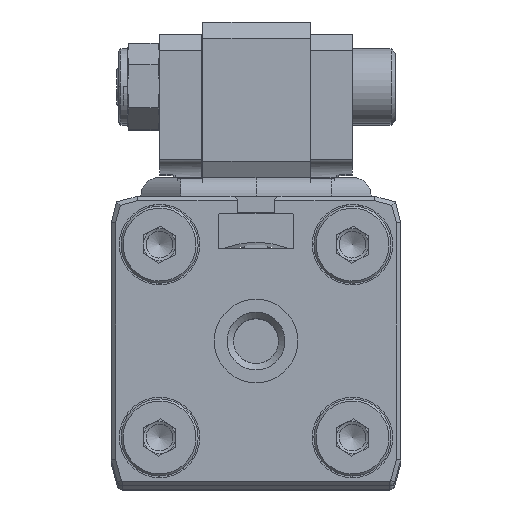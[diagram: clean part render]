
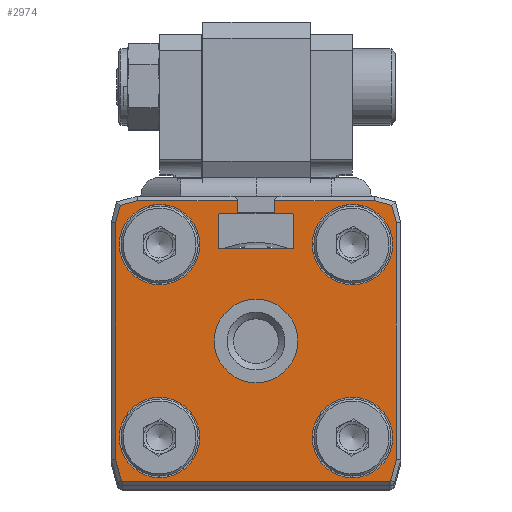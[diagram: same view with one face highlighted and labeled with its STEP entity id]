
A CAD part, top view. The second image highlights one B-rep face of the part: STEP entity #2974.
In plain terms, the highlighted face is planar.
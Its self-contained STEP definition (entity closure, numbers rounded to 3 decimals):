
#2082=FACE_BOUND('',#4170,.T.);
#2083=FACE_BOUND('',#4171,.T.);
#2084=FACE_BOUND('',#4172,.T.);
#2085=FACE_BOUND('',#4173,.T.);
#2086=FACE_BOUND('',#4174,.T.);
#2087=FACE_BOUND('',#4175,.T.);
#2574=CIRCLE('',#10657,0.15);
#2578=CIRCLE('',#10665,0.15);
#2591=CIRCLE('',#10690,0.1);
#2592=CIRCLE('',#10691,0.1);
#2593=CIRCLE('',#10692,3.9);
#2594=CIRCLE('',#10693,3.75);
#2595=CIRCLE('',#10694,3.75);
#2596=CIRCLE('',#10695,3.75);
#2597=CIRCLE('',#10696,3.75);
#2974=ADVANCED_FACE('',(#2082,#2083,#2084,#2085,#2086,#2087),#3484,.F.);
#3484=PLANE('',#10697);
#4170=EDGE_LOOP('',(#5001,#5002,#5003,#5004,#5005,#5006,#5007,#5008,#5009,#5010,#5011,#5012,#5013,#5014,#5015,#5016,#5017,#5018,#5019,#5020,#5021,#5022));
#4171=EDGE_LOOP('',(#5023));
#4172=EDGE_LOOP('',(#5024));
#4173=EDGE_LOOP('',(#5025));
#4174=EDGE_LOOP('',(#5026));
#4175=EDGE_LOOP('',(#5027));
#5001=ORIENTED_EDGE('',*,*,#8028,.F.);
#5002=ORIENTED_EDGE('',*,*,#8112,.T.);
#5003=ORIENTED_EDGE('',*,*,#8113,.T.);
#5004=ORIENTED_EDGE('',*,*,#8114,.T.);
#5005=ORIENTED_EDGE('',*,*,#8115,.T.);
#5006=ORIENTED_EDGE('',*,*,#8116,.T.);
#5007=ORIENTED_EDGE('',*,*,#8117,.T.);
#5008=ORIENTED_EDGE('',*,*,#8118,.T.);
#5009=ORIENTED_EDGE('',*,*,#8119,.T.);
#5010=ORIENTED_EDGE('',*,*,#8120,.T.);
#5011=ORIENTED_EDGE('',*,*,#8121,.T.);
#5012=ORIENTED_EDGE('',*,*,#8122,.T.);
#5013=ORIENTED_EDGE('',*,*,#8123,.T.);
#5014=ORIENTED_EDGE('',*,*,#8124,.T.);
#5015=ORIENTED_EDGE('',*,*,#8068,.F.);
#5016=ORIENTED_EDGE('',*,*,#8064,.F.);
#5017=ORIENTED_EDGE('',*,*,#8061,.F.);
#5018=ORIENTED_EDGE('',*,*,#8058,.F.);
#5019=ORIENTED_EDGE('',*,*,#8054,.F.);
#5020=ORIENTED_EDGE('',*,*,#8038,.F.);
#5021=ORIENTED_EDGE('',*,*,#8035,.F.);
#5022=ORIENTED_EDGE('',*,*,#8032,.F.);
#5023=ORIENTED_EDGE('',*,*,#8125,.T.);
#5024=ORIENTED_EDGE('',*,*,#8126,.T.);
#5025=ORIENTED_EDGE('',*,*,#8127,.T.);
#5026=ORIENTED_EDGE('',*,*,#8128,.T.);
#5027=ORIENTED_EDGE('',*,*,#8129,.T.);
#7212=VERTEX_POINT('',#14251);
#7213=VERTEX_POINT('',#14253);
#7215=VERTEX_POINT('',#14258);
#7217=VERTEX_POINT('',#14264);
#7219=VERTEX_POINT('',#14270);
#7235=VERTEX_POINT('',#14305);
#7237=VERTEX_POINT('',#14310);
#7239=VERTEX_POINT('',#14316);
#7241=VERTEX_POINT('',#14322);
#7245=VERTEX_POINT('',#14333);
#7279=VERTEX_POINT('',#14433);
#7280=VERTEX_POINT('',#14435);
#7281=VERTEX_POINT('',#14437);
#7282=VERTEX_POINT('',#14439);
#7283=VERTEX_POINT('',#14441);
#7284=VERTEX_POINT('',#14443);
#7285=VERTEX_POINT('',#14445);
#7286=VERTEX_POINT('',#14447);
#7287=VERTEX_POINT('',#14449);
#7288=VERTEX_POINT('',#14451);
#7289=VERTEX_POINT('',#14453);
#7290=VERTEX_POINT('',#14455);
#7291=VERTEX_POINT('',#14458);
#7292=VERTEX_POINT('',#14460);
#7293=VERTEX_POINT('',#14462);
#7294=VERTEX_POINT('',#14464);
#7295=VERTEX_POINT('',#14466);
#8028=EDGE_CURVE('',#7212,#7213,#9189,.T.);
#8032=EDGE_CURVE('',#7213,#7215,#9193,.T.);
#8035=EDGE_CURVE('',#7215,#7217,#2574,.T.);
#8038=EDGE_CURVE('',#7217,#7219,#9197,.T.);
#8054=EDGE_CURVE('',#7219,#7235,#9211,.T.);
#8058=EDGE_CURVE('',#7235,#7237,#9215,.T.);
#8061=EDGE_CURVE('',#7237,#7239,#2578,.T.);
#8064=EDGE_CURVE('',#7239,#7241,#9219,.T.);
#8068=EDGE_CURVE('',#7241,#7245,#9223,.T.);
#8112=EDGE_CURVE('',#7212,#7279,#9253,.T.);
#8113=EDGE_CURVE('',#7279,#7280,#9254,.T.);
#8114=EDGE_CURVE('',#7280,#7281,#9255,.T.);
#8115=EDGE_CURVE('',#7281,#7282,#9256,.T.);
#8116=EDGE_CURVE('',#7282,#7283,#9257,.T.);
#8117=EDGE_CURVE('',#7283,#7284,#2591,.T.);
#8118=EDGE_CURVE('',#7284,#7285,#9258,.T.);
#8119=EDGE_CURVE('',#7285,#7286,#2592,.T.);
#8120=EDGE_CURVE('',#7286,#7287,#9259,.T.);
#8121=EDGE_CURVE('',#7287,#7288,#9260,.T.);
#8122=EDGE_CURVE('',#7288,#7289,#9261,.T.);
#8123=EDGE_CURVE('',#7289,#7290,#9262,.T.);
#8124=EDGE_CURVE('',#7290,#7245,#9263,.T.);
#8125=EDGE_CURVE('',#7291,#7291,#2593,.T.);
#8126=EDGE_CURVE('',#7292,#7292,#2594,.T.);
#8127=EDGE_CURVE('',#7293,#7293,#2595,.T.);
#8128=EDGE_CURVE('',#7294,#7294,#2596,.T.);
#8129=EDGE_CURVE('',#7295,#7295,#2597,.T.);
#9189=LINE('',#14252,#9929);
#9193=LINE('',#14260,#9933);
#9197=LINE('',#14272,#9937);
#9211=LINE('',#14304,#9951);
#9215=LINE('',#14312,#9955);
#9219=LINE('',#14324,#9959);
#9223=LINE('',#14332,#9963);
#9253=LINE('',#14432,#9993);
#9254=LINE('',#14434,#9994);
#9255=LINE('',#14436,#9995);
#9256=LINE('',#14438,#9996);
#9257=LINE('',#14440,#9997);
#9258=LINE('',#14444,#9998);
#9259=LINE('',#14448,#9999);
#9260=LINE('',#14450,#10000);
#9261=LINE('',#14452,#10001);
#9262=LINE('',#14454,#10002);
#9263=LINE('',#14456,#10003);
#9929=VECTOR('',#11639,1.);
#9933=VECTOR('',#11645,1.);
#9937=VECTOR('',#11657,1.);
#9951=VECTOR('',#11677,1.);
#9955=VECTOR('',#11683,1.);
#9959=VECTOR('',#11695,1.);
#9963=VECTOR('',#11701,1.);
#9993=VECTOR('',#11775,1.);
#9994=VECTOR('',#11776,1.);
#9995=VECTOR('',#11777,1.);
#9996=VECTOR('',#11778,1.);
#9997=VECTOR('',#11779,1.);
#9998=VECTOR('',#11782,1.);
#9999=VECTOR('',#11785,1.);
#10000=VECTOR('',#11786,1.);
#10001=VECTOR('',#11787,1.);
#10002=VECTOR('',#11788,1.);
#10003=VECTOR('',#11789,1.);
#10657=AXIS2_PLACEMENT_3D('',#14266,#11651,#11652);
#10665=AXIS2_PLACEMENT_3D('',#14318,#11689,#11690);
#10690=AXIS2_PLACEMENT_3D('',#14442,#11780,#11781);
#10691=AXIS2_PLACEMENT_3D('',#14446,#11783,#11784);
#10692=AXIS2_PLACEMENT_3D('',#14457,#11790,#11791);
#10693=AXIS2_PLACEMENT_3D('',#14459,#11792,#11793);
#10694=AXIS2_PLACEMENT_3D('',#14461,#11794,#11795);
#10695=AXIS2_PLACEMENT_3D('',#14463,#11796,#11797);
#10696=AXIS2_PLACEMENT_3D('',#14465,#11798,#11799);
#10697=AXIS2_PLACEMENT_3D('',#14467,#11800,#11801);
#11639=DIRECTION('',(0.,-1.,0.));
#11645=DIRECTION('',(1.,0.,0.));
#11651=DIRECTION('',(0.,0.,-1.));
#11652=DIRECTION('',(1.,0.,0.));
#11657=DIRECTION('',(0.,-1.,0.));
#11677=DIRECTION('',(-1.,0.,0.));
#11683=DIRECTION('',(0.,1.,0.));
#11689=DIRECTION('',(0.,0.,-1.));
#11690=DIRECTION('',(1.,0.,0.));
#11695=DIRECTION('',(1.,0.,0.));
#11701=DIRECTION('',(0.,1.,0.));
#11775=DIRECTION('',(1.,0.,0.));
#11776=DIRECTION('',(0.966,-0.259,0.));
#11777=DIRECTION('',(0.259,-0.966,0.));
#11778=DIRECTION('',(0.,-1.,0.));
#11779=DIRECTION('',(-0.259,-0.966,0.));
#11780=DIRECTION('',(0.,0.,-1.));
#11781=DIRECTION('',(1.,0.,0.));
#11782=DIRECTION('',(-1.,0.,0.));
#11783=DIRECTION('',(0.,0.,-1.));
#11784=DIRECTION('',(1.,0.,0.));
#11785=DIRECTION('',(-0.259,0.966,0.));
#11786=DIRECTION('',(0.,1.,0.));
#11787=DIRECTION('',(0.259,0.966,0.));
#11788=DIRECTION('',(0.966,0.259,0.));
#11789=DIRECTION('',(1.,0.,0.));
#11790=DIRECTION('',(0.,0.,1.));
#11791=DIRECTION('',(1.,0.,0.));
#11792=DIRECTION('',(0.,0.,1.));
#11793=DIRECTION('',(1.,0.,0.));
#11794=DIRECTION('',(0.,0.,1.));
#11795=DIRECTION('',(1.,0.,0.));
#11796=DIRECTION('',(0.,0.,1.));
#11797=DIRECTION('',(1.,0.,0.));
#11798=DIRECTION('',(0.,0.,1.));
#11799=DIRECTION('',(1.,0.,0.));
#11800=DIRECTION('',(0.,0.,1.));
#11801=DIRECTION('',(1.,0.,0.));
#14251=CARTESIAN_POINT('',(1.75,11.9,0.));
#14252=CARTESIAN_POINT('',(1.75,12.,0.));
#14253=CARTESIAN_POINT('',(1.75,10.7,0.));
#14258=CARTESIAN_POINT('',(3.35,10.7,0.));
#14260=CARTESIAN_POINT('',(1.75,10.7,0.));
#14264=CARTESIAN_POINT('',(3.5,10.55,0.));
#14266=CARTESIAN_POINT('',(3.35,10.55,0.));
#14270=CARTESIAN_POINT('',(3.5,7.4,0.));
#14272=CARTESIAN_POINT('',(3.5,10.55,0.));
#14304=CARTESIAN_POINT('',(0.,7.4,0.));
#14305=CARTESIAN_POINT('',(-3.5,7.4,0.));
#14310=CARTESIAN_POINT('',(-3.5,10.55,0.));
#14312=CARTESIAN_POINT('',(-3.5,7.4,0.));
#14316=CARTESIAN_POINT('',(-3.35,10.7,0.));
#14318=CARTESIAN_POINT('',(-3.35,10.55,0.));
#14322=CARTESIAN_POINT('',(-1.75,10.7,0.));
#14324=CARTESIAN_POINT('',(-3.35,10.7,0.));
#14332=CARTESIAN_POINT('',(-1.75,10.7,0.));
#14333=CARTESIAN_POINT('',(-1.75,11.9,0.));
#14432=CARTESIAN_POINT('',(-12.473,11.9,0.));
#14433=CARTESIAN_POINT('',(11.047,11.9,0.));
#14434=CARTESIAN_POINT('',(-4.373,16.032,0.));
#14435=CARTESIAN_POINT('',(12.666,11.466,0.));
#14436=CARTESIAN_POINT('',(17.399,-6.196,0.));
#14437=CARTESIAN_POINT('',(13.1,9.847,0.));
#14438=CARTESIAN_POINT('',(13.1,-14.2,0.));
#14439=CARTESIAN_POINT('',(13.1,-12.247,0.));
#14440=CARTESIAN_POINT('',(10.899,-20.463,0.));
#14441=CARTESIAN_POINT('',(12.57,-14.226,0.));
#14442=CARTESIAN_POINT('',(12.473,-14.2,0.));
#14443=CARTESIAN_POINT('',(12.473,-14.3,0.));
#14444=CARTESIAN_POINT('',(-12.473,-14.3,0.));
#14445=CARTESIAN_POINT('',(-12.473,-14.3,0.));
#14446=CARTESIAN_POINT('',(-12.473,-14.2,0.));
#14447=CARTESIAN_POINT('',(-12.57,-14.226,0.));
#14448=CARTESIAN_POINT('',(-12.57,-14.226,0.));
#14449=CARTESIAN_POINT('',(-13.1,-12.247,0.));
#14450=CARTESIAN_POINT('',(-13.1,-14.2,0.));
#14451=CARTESIAN_POINT('',(-13.1,9.847,0.));
#14452=CARTESIAN_POINT('',(-19.07,-12.432,0.));
#14453=CARTESIAN_POINT('',(-12.666,11.466,0.));
#14454=CARTESIAN_POINT('',(-18.903,9.795,0.));
#14455=CARTESIAN_POINT('',(-11.047,11.9,0.));
#14456=CARTESIAN_POINT('',(-12.473,11.9,0.));
#14457=CARTESIAN_POINT('',(0.,-1.2,0.));
#14458=CARTESIAN_POINT('',(3.9,-1.2,0.));
#14459=CARTESIAN_POINT('',(9.,-10.2,0.));
#14460=CARTESIAN_POINT('',(12.75,-10.2,0.));
#14461=CARTESIAN_POINT('',(-9.,-10.2,0.));
#14462=CARTESIAN_POINT('',(-5.25,-10.2,0.));
#14463=CARTESIAN_POINT('',(-9.,7.8,0.));
#14464=CARTESIAN_POINT('',(-5.25,7.8,0.));
#14465=CARTESIAN_POINT('',(9.,7.8,0.));
#14466=CARTESIAN_POINT('',(12.75,7.8,0.));
#14467=CARTESIAN_POINT('',(-12.473,-14.2,0.));
